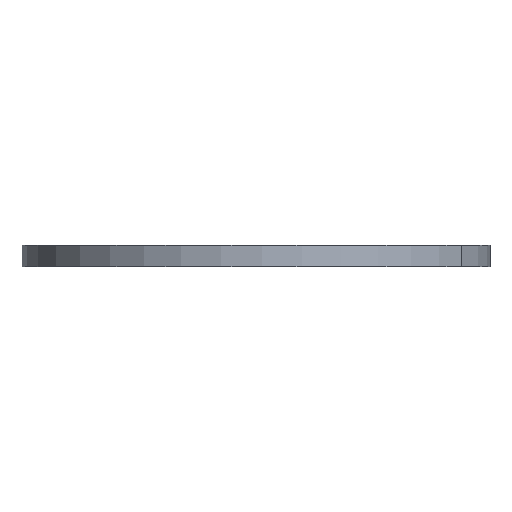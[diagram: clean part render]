
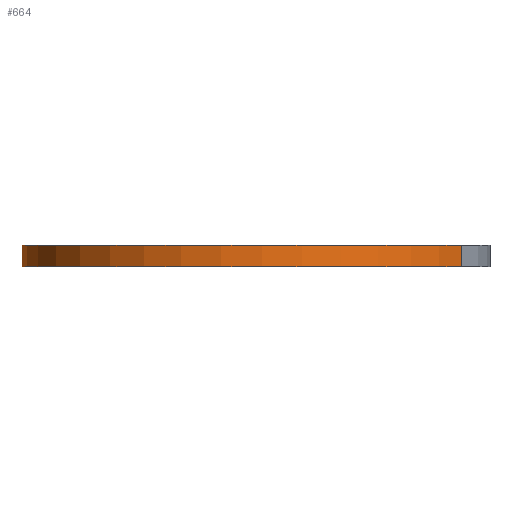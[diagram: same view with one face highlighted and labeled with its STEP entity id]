
A CAD part, left-side view. The second image highlights one B-rep face of the part: STEP entity #664.
In plain terms, the highlighted cylindrical face has radius 87.5 mm (diameter 175 mm), a partial arc.
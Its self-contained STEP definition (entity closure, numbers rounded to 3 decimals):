
#145=AXIS2_PLACEMENT_3D('Circle Axis2P3D',#143,#144,$) ;
#637=AXIS2_PLACEMENT_3D('Cylinder Axis2P3D',#634,#635,#636) ;
#648=AXIS2_PLACEMENT_3D('Circle Axis2P3D',#646,#647,$) ;
#143=CARTESIAN_POINT('Axis2P3D Location',(0.,0.,0.)) ;
#147=CARTESIAN_POINT('Vertex',(-41.95,-76.788,0.)) ;
#149=CARTESIAN_POINT('Vertex',(41.95,76.788,0.)) ;
#634=CARTESIAN_POINT('Axis2P3D Location',(0.,0.,4.)) ;
#639=CARTESIAN_POINT('Line Origine',(-41.95,-76.788,4.)) ;
#643=CARTESIAN_POINT('Vertex',(-41.95,-76.788,8.)) ;
#646=CARTESIAN_POINT('Axis2P3D Location',(0.,0.,8.)) ;
#650=CARTESIAN_POINT('Vertex',(41.95,76.788,8.)) ;
#653=CARTESIAN_POINT('Line Origine',(41.95,76.788,4.)) ;
#144=DIRECTION('Axis2P3D Direction',(0.,0.,-1.)) ;
#635=DIRECTION('Axis2P3D Direction',(0.,0.,-1.)) ;
#636=DIRECTION('Axis2P3D XDirection',(0.479,0.878,0.)) ;
#640=DIRECTION('Vector Direction',(0.,0.,-1.)) ;
#647=DIRECTION('Axis2P3D Direction',(0.,0.,-1.)) ;
#654=DIRECTION('Vector Direction',(0.,0.,-1.)) ;
#641=VECTOR('Line Direction',#640,1.) ;
#655=VECTOR('Line Direction',#654,1.) ;
#659=ORIENTED_EDGE('',*,*,#151,.F.) ;
#660=ORIENTED_EDGE('',*,*,#645,.T.) ;
#661=ORIENTED_EDGE('',*,*,#652,.T.) ;
#662=ORIENTED_EDGE('',*,*,#657,.F.) ;
#664=ADVANCED_FACE('PartBody',(#663),#638,.T.) ;
#146=CIRCLE('generated circle',#145,87.5) ;
#649=CIRCLE('generated circle',#648,87.5) ;
#638=CYLINDRICAL_SURFACE('generated cylinder',#637,87.5) ;
#151=EDGE_CURVE('',#148,#150,#146,.T.) ;
#645=EDGE_CURVE('',#148,#644,#642,.F.) ;
#652=EDGE_CURVE('',#644,#651,#649,.T.) ;
#657=EDGE_CURVE('',#150,#651,#656,.F.) ;
#658=EDGE_LOOP('',(#659,#660,#661,#662)) ;
#663=FACE_OUTER_BOUND('',#658,.T.) ;
#642=LINE('Line',#639,#641) ;
#656=LINE('Line',#653,#655) ;
#148=VERTEX_POINT('',#147) ;
#150=VERTEX_POINT('',#149) ;
#644=VERTEX_POINT('',#643) ;
#651=VERTEX_POINT('',#650) ;
